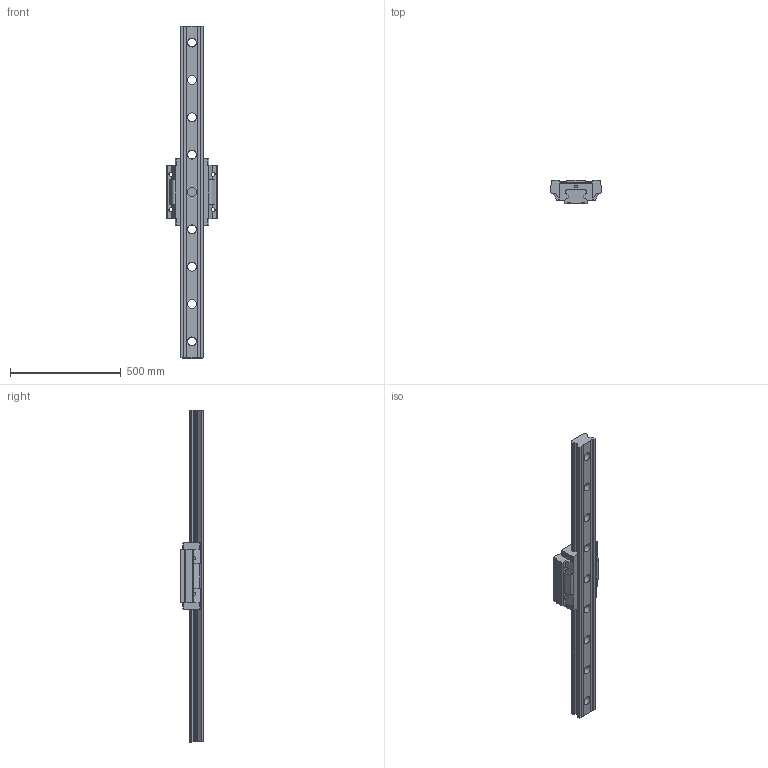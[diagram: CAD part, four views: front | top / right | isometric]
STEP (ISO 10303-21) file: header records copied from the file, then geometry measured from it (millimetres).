
FILE_DESCRIPTION(/* description */ (''),/* implementation_level */ '2;1');
FILE_NAME(/* name */ 'linear motion v11.step',/* time_stamp */ '2023-09-09T10:00:54+03:00',/* author */ (''),/* organization */ (''),/* preprocessor_version */ 'ST-DEVELOPER v20',/* originating_system */ 'Autodesk Translation Framework v12.9.0.99',/* authorisation */ '');
FILE_SCHEMA (('AUTOMOTIVE_DESIGN { 1 0 10303 214 3 1 1 }'));
Length unit declared in the file: millimetre
Products named in the file (3): linear motion; table; sliding rail
Assembly tree (2 placements, depth 2):
  linear motion
    table
    sliding rail
Bounding box: 230 x 105 x 1500 mm (x, y, z)
Volume: 11213564.3 mm3; surface area: 848033.6 mm2
Topology: 2 solids, 2 shells, 167 faces, 460 edges, 304 vertices
Faces by surface type: plane 129, cylinder 38
Full cylindrical faces by diameter (mm): 12 x2, 18 x4, 40 x9, 52 x9
Entity records: 5425 total; most frequent: CARTESIAN_POINT 960, ORIENTED_EDGE 920, DIRECTION 872, EDGE_CURVE 460, LINE 376, VECTOR 376, VERTEX_POINT 304, AXIS2_PLACEMENT_3D 248
